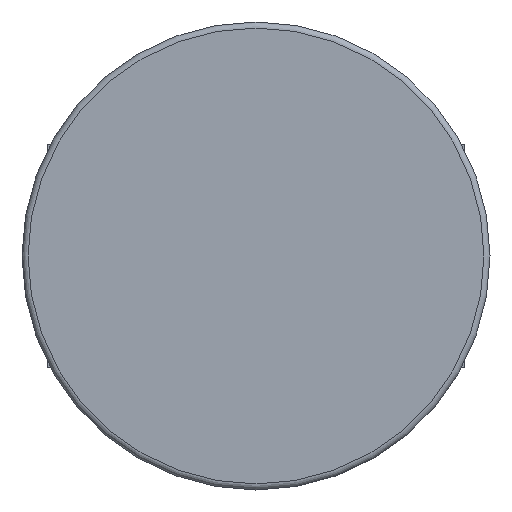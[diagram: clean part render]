
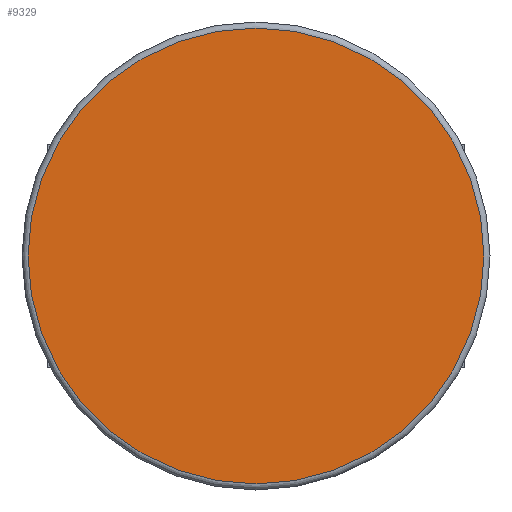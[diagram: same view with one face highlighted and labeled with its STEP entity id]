
A CAD part, front view. The second image highlights one B-rep face of the part: STEP entity #9329.
In plain terms, the highlighted planar face has unit normal (0, -1, 0).
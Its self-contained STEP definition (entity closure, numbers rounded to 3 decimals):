
#320=PLANE('',#9945);
#2304=CIRCLE('',#9946,7.55);
#2305=CIRCLE('',#9947,7.55);
#2941=FACE_OUTER_BOUND('',#3460,.T.);
#3460=EDGE_LOOP('',(#8210,#8211));
#4445=VERTEX_POINT('',#20896);
#4446=VERTEX_POINT('',#20897);
#5709=EDGE_CURVE('',#4445,#4446,#2304,.T.);
#5710=EDGE_CURVE('',#4446,#4445,#2305,.T.);
#8210=ORIENTED_EDGE('',*,*,#5709,.F.);
#8211=ORIENTED_EDGE('',*,*,#5710,.F.);
#9329=ADVANCED_FACE('',(#2941),#320,.T.);
#9945=AXIS2_PLACEMENT_3D('',#20895,#12023,#12024);
#9946=AXIS2_PLACEMENT_3D('',#20898,#12025,#12026);
#9947=AXIS2_PLACEMENT_3D('',#20899,#12027,#12028);
#12023=DIRECTION('center_axis',(0.,-1.,0.));
#12024=DIRECTION('ref_axis',(1.,0.,0.));
#12025=DIRECTION('center_axis',(0.,1.,0.));
#12026=DIRECTION('ref_axis',(0.,0.,
-1.));
#12027=DIRECTION('center_axis',(0.,1.,0.));
#12028=DIRECTION('ref_axis',(0.,0.,
-1.));
#20895=CARTESIAN_POINT('Origin',(-7.75,0.,0.));
#20896=CARTESIAN_POINT('',(-7.55,0.,0.));
#20897=CARTESIAN_POINT('',(0.,0.,-7.55));
#20898=CARTESIAN_POINT('Origin',(0.,0.,
0.));
#20899=CARTESIAN_POINT('Origin',(0.,0.,
0.));
